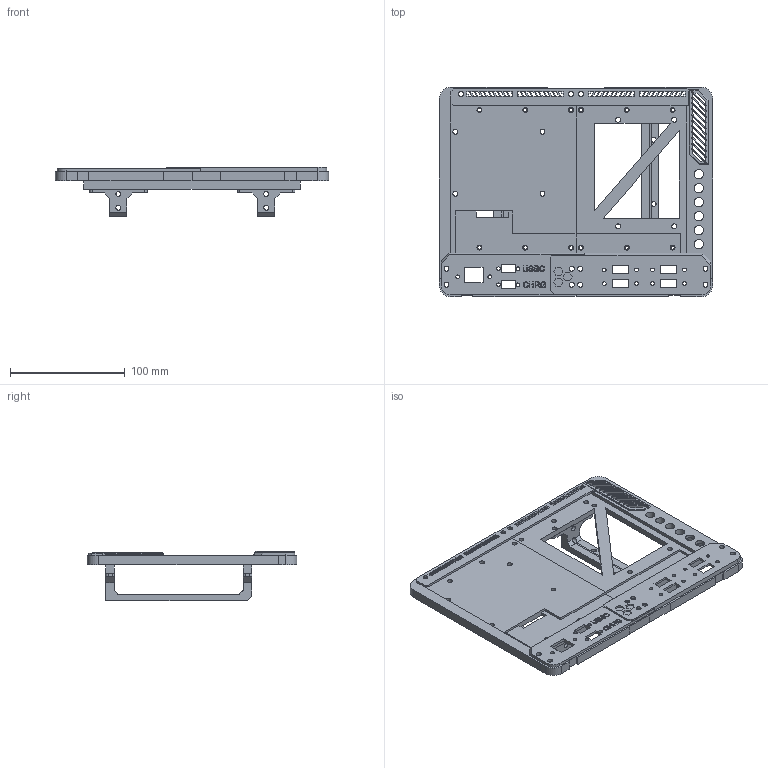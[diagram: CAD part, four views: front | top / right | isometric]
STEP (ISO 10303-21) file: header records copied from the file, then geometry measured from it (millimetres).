
FILE_DESCRIPTION(/* description */ ('','CAx-IF Rec.Pracs.---Representation and Presentation of Product Manufacturing Information (PMI)---4.0---2014-10-13'),/* implementation_level */ '2;1');
FILE_NAME(/* name */ '1300 Screen mount v1.step',/* time_stamp */ '2024-12-05T09:10:50+01:00',/* author */ (''),/* organization */ (''),/* preprocessor_version */ 'ST-DEVELOPER v20',/* originating_system */ 'Autodesk Translation Framework v13.20.0.188',/* authorisation */ '');
FILE_SCHEMA (('AP242_MANAGED_MODEL_BASED_3D_ENGINEERING_MIM_LF { 1 0 10303 442 1 1 4 }'));
Length unit declared in the file: millimetre
Products named in the file (9): 1300 Screen mount; Component1; Component2; Component3; Component4; Component5; Component6; Component7; 1300 Screen mount_Component7 v1
Assembly tree (9 placements, depth 2):
  1300 Screen mount
    Component1
    Component2  x2
    Component3
    Component4
    Component5
    Component6
    Component7
    1300 Screen mount_Component7 v1
Bounding box: 238.5 x 183 x 43.5 mm (x, y, z)
Volume: 247952.1 mm3; surface area: 149685.9 mm2
Topology: 12 solids, 12 shells, 981 faces, 2966 edges, 1953 vertices
Faces by surface type: plane 624, cylinder 210, bspline 147
Full cylindrical faces by diameter (mm): 3.2 x34, 4.2 x4, 4.3 x56, 8 x6
Entity records: 35002 total; most frequent: CARTESIAN_POINT 8376, ORIENTED_EDGE 5872, DIRECTION 4728, EDGE_CURVE 2936, LINE 2234, VECTOR 2234, VERTEX_POINT 1933, EDGE_LOOP 1257
